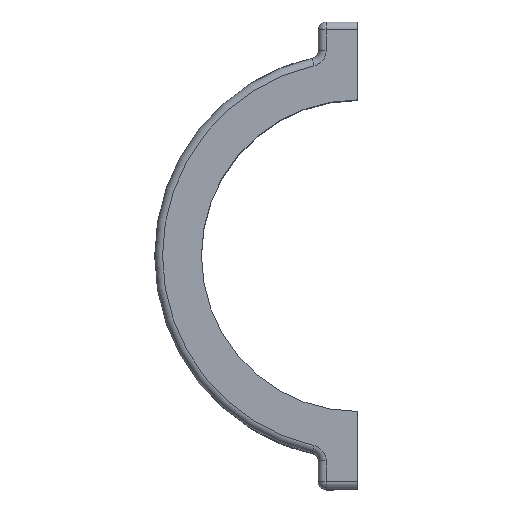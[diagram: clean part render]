
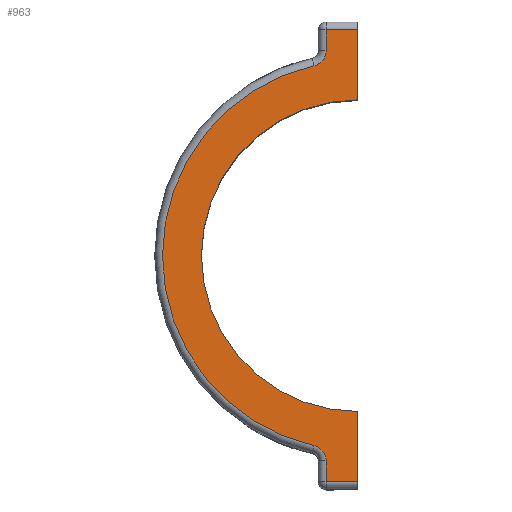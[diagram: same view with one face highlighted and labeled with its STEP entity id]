
A CAD part, top view. The second image highlights one B-rep face of the part: STEP entity #963.
In plain terms, the highlighted face is planar.
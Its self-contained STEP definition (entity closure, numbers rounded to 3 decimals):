
#74=CIRCLE('',#1047,2.);
#78=CIRCLE('',#1052,2.);
#82=CIRCLE('',#1059,25.);
#87=CIRCLE('',#1076,20.);
#112=PLANE('',#1075);
#155=FACE_OUTER_BOUND('',#211,.T.);
#211=EDGE_LOOP('',(#745,#746,#747,#748,#749,#750,#751,#752,#753,#754));
#264=LINE('',#1717,#328);
#267=LINE('',#1746,#331);
#269=LINE('',#1752,#333);
#273=LINE('',#1762,#337);
#279=LINE('',#1810,#343);
#280=LINE('',#1813,#344);
#328=VECTOR('',#1254,10.);
#331=VECTOR('',#1267,10.);
#333=VECTOR('',#1273,10.);
#337=VECTOR('',#1285,10.);
#343=VECTOR('',#1307,10.);
#344=VECTOR('',#1310,10.);
#427=VERTEX_POINT('',#1689);
#431=VERTEX_POINT('',#1698);
#432=VERTEX_POINT('',#1702);
#433=VERTEX_POINT('',#1703);
#434=VERTEX_POINT('',#1709);
#435=VERTEX_POINT('',#1710);
#438=VERTEX_POINT('',#1748);
#441=VERTEX_POINT('',#1760);
#447=VERTEX_POINT('',#1809);
#448=VERTEX_POINT('',#1811);
#531=EDGE_CURVE('',#432,#433,#74,.T.);
#535=EDGE_CURVE('',#434,#435,#78,.T.);
#539=EDGE_CURVE('',#435,#431,#264,.T.);
#543=EDGE_CURVE('',#433,#434,#82,.T.);
#545=EDGE_CURVE('',#427,#432,#267,.T.);
#548=EDGE_CURVE('',#431,#438,#269,.T.);
#553=EDGE_CURVE('',#441,#427,#273,.T.);
#565=EDGE_CURVE('',#441,#447,#279,.T.);
#566=EDGE_CURVE('',#448,#447,#87,.T.);
#567=EDGE_CURVE('',#448,#438,#280,.T.);
#745=ORIENTED_EDGE('',*,*,#548,.F.);
#746=ORIENTED_EDGE('',*,*,#539,.F.);
#747=ORIENTED_EDGE('',*,*,#535,.F.);
#748=ORIENTED_EDGE('',*,*,#543,.F.);
#749=ORIENTED_EDGE('',*,*,#531,.F.);
#750=ORIENTED_EDGE('',*,*,#545,.F.);
#751=ORIENTED_EDGE('',*,*,#553,.F.);
#752=ORIENTED_EDGE('',*,*,#565,.T.);
#753=ORIENTED_EDGE('',*,*,#566,.F.);
#754=ORIENTED_EDGE('',*,*,#567,.T.);
#963=ADVANCED_FACE('',(#155),#112,.T.);
#1047=AXIS2_PLACEMENT_3D('',#1704,#1234,#1235);
#1052=AXIS2_PLACEMENT_3D('',#1711,#1244,#1245);
#1059=AXIS2_PLACEMENT_3D('',#1733,#1261,#1262);
#1075=AXIS2_PLACEMENT_3D('',#1808,#1305,#1306);
#1076=AXIS2_PLACEMENT_3D('',#1812,#1308,#1309);
#1234=DIRECTION('center_axis',(-1.,0.,0.));
#1235=DIRECTION('ref_axis',(0.,-0.624,-0.782));
#1244=DIRECTION('center_axis',(-1.,0.,0.));
#1245=DIRECTION('ref_axis',(0.,0.624,-0.782));
#1254=DIRECTION('',(0.,-1.,0.));
#1261=DIRECTION('center_axis',(1.,0.,0.));
#1262=DIRECTION('ref_axis',(0.,0.,1.));
#1267=DIRECTION('',(0.,-1.,0.));
#1273=DIRECTION('',(0.,0.,-1.));
#1285=DIRECTION('',(0.,0.,1.));
#1305=DIRECTION('center_axis',(-1.,0.,0.));
#1306=DIRECTION('ref_axis',(0.,-1.,0.));
#1307=DIRECTION('',(0.,-1.,0.));
#1308=DIRECTION('center_axis',(-1.,0.,0.));
#1309=DIRECTION('ref_axis',(0.,-1.,0.));
#1310=DIRECTION('',(0.,-1.,0.));
#1689=CARTESIAN_POINT('',(-27.,89.,842.981));
#1698=CARTESIAN_POINT('',(-27.,31.,842.981));
#1702=CARTESIAN_POINT('',(-27.,86.325,842.981));
#1703=CARTESIAN_POINT('',(-27.,84.375,844.537));
#1704=CARTESIAN_POINT('Origin',(-27.,86.325,844.981));
#1709=CARTESIAN_POINT('',(-27.,35.625,844.537));
#1710=CARTESIAN_POINT('',(-27.,33.675,842.981));
#1711=CARTESIAN_POINT('Origin',(-27.,33.675,844.981));
#1717=CARTESIAN_POINT('',(-27.,45.,842.981));
#1733=CARTESIAN_POINT('Origin',(-27.,60.,838.981));
#1746=CARTESIAN_POINT('',(-27.,72.757,842.981));
#1748=CARTESIAN_POINT('',(-27.,31.,838.981));
#1752=CARTESIAN_POINT('',(-27.,31.,844.231));
#1760=CARTESIAN_POINT('',(-27.,89.,838.981));
#1762=CARTESIAN_POINT('',(-27.,89.,844.231));
#1808=CARTESIAN_POINT('Origin',(-27.,60.,828.481));
#1809=CARTESIAN_POINT('',(-27.,80.,838.981));
#1810=CARTESIAN_POINT('',(-27.,60.,838.981));
#1811=CARTESIAN_POINT('',(-27.,40.,838.981));
#1812=CARTESIAN_POINT('Origin',(-27.,60.,838.981));
#1813=CARTESIAN_POINT('',(-27.,60.,838.981));
